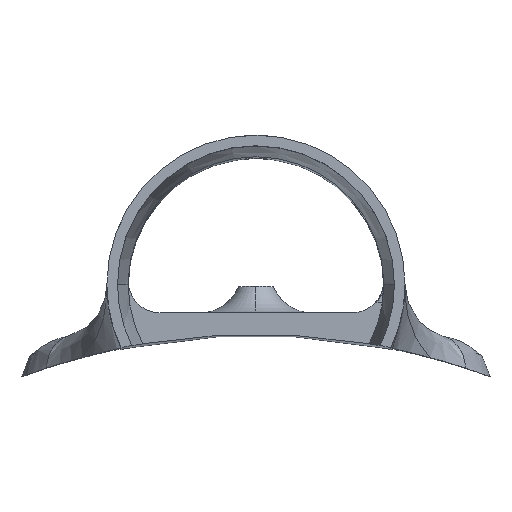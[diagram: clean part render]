
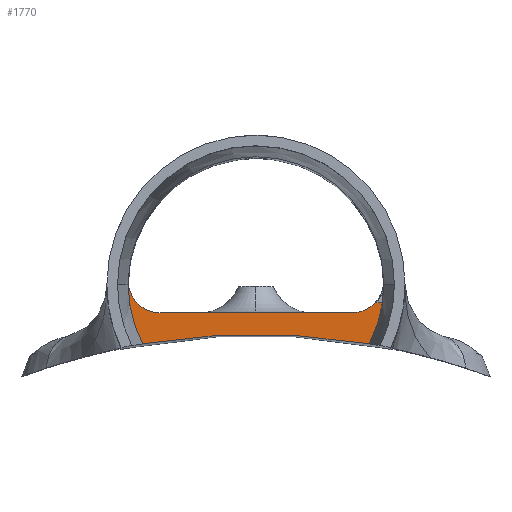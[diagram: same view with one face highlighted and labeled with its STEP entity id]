
A CAD part, top view. The second image highlights one B-rep face of the part: STEP entity #1770.
In plain terms, the highlighted planar face has unit normal (0, 0, 1).
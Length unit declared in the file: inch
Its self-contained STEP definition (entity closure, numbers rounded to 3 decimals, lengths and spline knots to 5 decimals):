
#75 = VERTEX_POINT ( 'NONE', #2450 ) ;
#108 = DIRECTION ( 'NONE',  ( 1., 0., 0. ) ) ;
#116 = CARTESIAN_POINT ( 'NONE',  ( -0.45, 0.01628, 4.83 ) ) ;
#140 = VERTEX_POINT ( 'NONE', #3523 ) ;
#192 = AXIS2_PLACEMENT_3D ( 'NONE', #3446, #1778, #2355 ) ;
#313 = CIRCLE ( 'NONE', #2313, 0.14971 ) ;
#334 = ORIENTED_EDGE ( 'NONE', *, *, #1814, .T. ) ;
#381 = VERTEX_POINT ( 'NONE', #1481 ) ;
#451 = CARTESIAN_POINT ( 'NONE',  ( -0.45, -0.13343, 4.83 ) ) ;
#487 = DIRECTION ( 'NONE',  ( 0., 0., 1. ) ) ;
#522 = DIRECTION ( 'NONE',  ( 1., 0., 0. ) ) ;
#561 = VERTEX_POINT ( 'NONE', #890 ) ;
#589 = DIRECTION ( 'NONE',  ( 1., 0., 0. ) ) ;
#651 = EDGE_CURVE ( 'NONE', #381, #140, #313, .T. ) ;
#710 = ORIENTED_EDGE ( 'NONE', *, *, #2868, .T. ) ;
#716 = EDGE_CURVE ( 'NONE', #1533, #381, #2141, .T. ) ;
#809 = DIRECTION ( 'NONE',  ( 1., 0., 0. ) ) ;
#844 = CARTESIAN_POINT ( 'NONE',  ( 0., 0., 4.83 ) ) ;
#890 = CARTESIAN_POINT ( 'NONE',  ( -0.53155, -0.27831, 4.83 ) ) ;
#1062 = VERTEX_POINT ( 'NONE', #451 ) ;
#1131 = AXIS2_PLACEMENT_3D ( 'NONE', #116, #2236, #2504 ) ;
#1265 = CARTESIAN_POINT ( 'NONE',  ( 0.53155, -0.27831, 4.83 ) ) ;
#1292 = DIRECTION ( 'NONE',  ( 0., 0., -1. ) ) ;
#1309 = AXIS2_PLACEMENT_3D ( 'NONE', #2782, #1614, #809 ) ;
#1387 = DIRECTION ( 'NONE',  ( 0., 0., -1. ) ) ;
#1393 = ORIENTED_EDGE ( 'NONE', *, *, #716, .T. ) ;
#1481 = CARTESIAN_POINT ( 'NONE',  ( 0.59961, 0.02169, 4.83 ) ) ;
#1505 = ORIENTED_EDGE ( 'NONE', *, *, #2432, .T. ) ;
#1533 = VERTEX_POINT ( 'NONE', #1265 ) ;
#1566 = ORIENTED_EDGE ( 'NONE', *, *, #2475, .T. ) ;
#1614 = DIRECTION ( 'NONE',  ( 0., 0., 1. ) ) ;
#1683 = CARTESIAN_POINT ( 'NONE',  ( 0., -3.40343, 4.83 ) ) ;
#1770 = ADVANCED_FACE ( 'NONE', ( #1879 ), #2061, .T. ) ;
#1778 = DIRECTION ( 'NONE',  ( 0., 0., 1. ) ) ;
#1814 = EDGE_CURVE ( 'NONE', #561, #1533, #2847, .T. ) ;
#1879 = FACE_OUTER_BOUND ( 'NONE', #2885, .T. ) ;
#1903 = CARTESIAN_POINT ( 'NONE',  ( 0.45, 0.01628, 4.83 ) ) ;
#2061 = PLANE ( 'NONE',  #192 ) ;
#2141 = CIRCLE ( 'NONE', #3134, 0.6 ) ;
#2183 = CARTESIAN_POINT ( 'NONE',  ( -0.6, 0., 4.83 ) ) ;
#2231 = CIRCLE ( 'NONE', #1131, 0.14971 ) ;
#2236 = DIRECTION ( 'NONE',  ( 0., 0., -1. ) ) ;
#2248 = LINE ( 'NONE', #3352, #3564 ) ;
#2313 = AXIS2_PLACEMENT_3D ( 'NONE', #1903, #2998, #522 ) ;
#2352 = DIRECTION ( 'NONE',  ( 1., 0., 0. ) ) ;
#2354 = DIRECTION ( 'NONE',  ( 1., 0., 0. ) ) ;
#2355 = DIRECTION ( 'NONE',  ( 1., 0., 0. ) ) ;
#2400 = ORIENTED_EDGE ( 'NONE', *, *, #3217, .F. ) ;
#2432 = EDGE_CURVE ( 'NONE', #2723, #561, #2455, .T. ) ;
#2450 = CARTESIAN_POINT ( 'NONE',  ( -0.59971, 0.01628, 4.83 ) ) ;
#2455 = CIRCLE ( 'NONE', #1309, 0.6 ) ;
#2475 = EDGE_CURVE ( 'NONE', #3315, #2723, #3444, .T. ) ;
#2487 = DIRECTION ( 'NONE',  ( 1., 0., 0. ) ) ;
#2504 = DIRECTION ( 'NONE',  ( 1., 0., 0. ) ) ;
#2595 = EDGE_CURVE ( 'NONE', #75, #3315, #2231, .T. ) ;
#2630 = CARTESIAN_POINT ( 'NONE',  ( -0.45, 0.01628, 4.83 ) ) ;
#2661 = AXIS2_PLACEMENT_3D ( 'NONE', #1683, #1387, #589 ) ;
#2721 = CARTESIAN_POINT ( 'NONE',  ( 0., 0., 4.83 ) ) ;
#2723 = VERTEX_POINT ( 'NONE', #2183 ) ;
#2731 = ORIENTED_EDGE ( 'NONE', *, *, #2595, .T. ) ;
#2782 = CARTESIAN_POINT ( 'NONE',  ( 0., 0., 4.83 ) ) ;
#2814 = AXIS2_PLACEMENT_3D ( 'NONE', #2630, #1292, #2352 ) ;
#2847 = CIRCLE ( 'NONE', #2661, 3.17 ) ;
#2868 = EDGE_CURVE ( 'NONE', #1062, #75, #2992, .T. ) ;
#2871 = CARTESIAN_POINT ( 'NONE',  ( -0.59961, 0.02169, 4.83 ) ) ;
#2885 = EDGE_LOOP ( 'NONE', ( #2400, #710, #2731, #1566, #1505, #334, #1393, #3393 ) ) ;
#2992 = CIRCLE ( 'NONE', #2814, 0.14971 ) ;
#2998 = DIRECTION ( 'NONE',  ( 0., 0., -1. ) ) ;
#3040 = DIRECTION ( 'NONE',  ( 0., 0., 1. ) ) ;
#3099 = AXIS2_PLACEMENT_3D ( 'NONE', #844, #3040, #2487 ) ;
#3134 = AXIS2_PLACEMENT_3D ( 'NONE', #2721, #487, #2354 ) ;
#3217 = EDGE_CURVE ( 'NONE', #1062, #140, #2248, .T. ) ;
#3315 = VERTEX_POINT ( 'NONE', #2871 ) ;
#3352 = CARTESIAN_POINT ( 'NONE',  ( 0., -0.13343, 4.83 ) ) ;
#3393 = ORIENTED_EDGE ( 'NONE', *, *, #651, .T. ) ;
#3444 = CIRCLE ( 'NONE', #3099, 0.6 ) ;
#3446 = CARTESIAN_POINT ( 'NONE',  ( 0., 0.7, 4.83 ) ) ;
#3523 = CARTESIAN_POINT ( 'NONE',  ( 0.45, -0.13343, 4.83 ) ) ;
#3564 = VECTOR ( 'NONE', #108, 39.37008 ) ;
